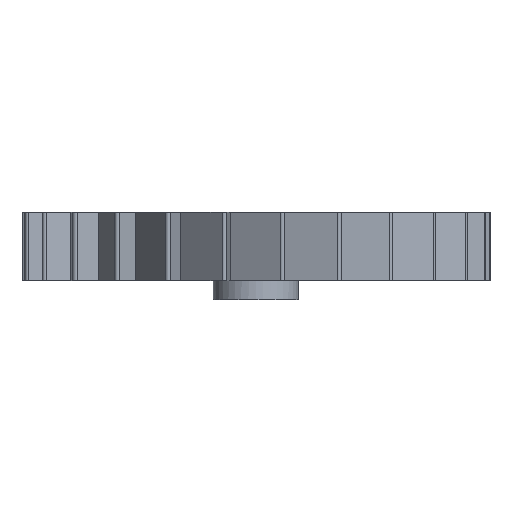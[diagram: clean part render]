
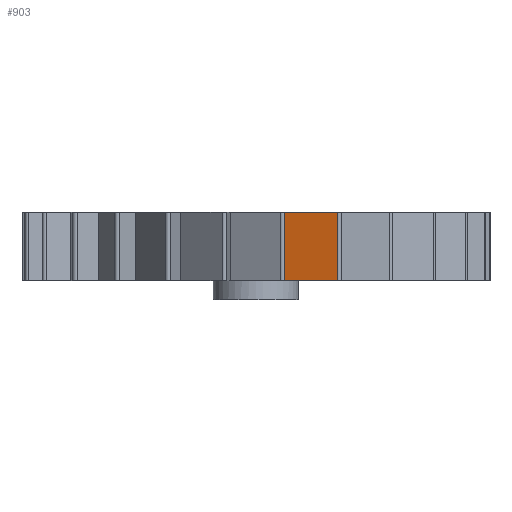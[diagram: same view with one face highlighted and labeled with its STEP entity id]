
A CAD part, front view. The second image highlights one B-rep face of the part: STEP entity #903.
In plain terms, the highlighted planar face has unit normal (-0.277, -0.961, 0).
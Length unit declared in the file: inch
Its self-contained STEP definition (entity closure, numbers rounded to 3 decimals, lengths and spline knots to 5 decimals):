
#2 = PLANE ( 'NONE',  #3560 ) ;
#6 = CARTESIAN_POINT ( 'NONE',  ( 0.094, -0.74408, 0.25 ) ) ;
#43 = CARTESIAN_POINT ( 'NONE',  ( 0.094, -0.74408, 0. ) ) ;
#83 = CARTESIAN_POINT ( 'NONE',  ( 0.094, -0.74408, 0.25 ) ) ;
#263 = VERTEX_POINT ( 'NONE', #83 ) ;
#291 = VERTEX_POINT ( 'NONE', #43 ) ;
#361 = VERTEX_POINT ( 'NONE', #562 ) ;
#362 = VERTEX_POINT ( 'NONE', #561 ) ;
#561 = CARTESIAN_POINT ( 'NONE',  ( 0.30084, -0.8036, 0.25 ) ) ;
#562 = CARTESIAN_POINT ( 'NONE',  ( 0.30084, -0.8036, 0. ) ) ;
#903 = ADVANCED_FACE ( 'NONE', ( #1342 ), #2, .F. ) ;
#1342 = FACE_OUTER_BOUND ( 'NONE', #4245, .T. ) ;
#2143 = CARTESIAN_POINT ( 'NONE',  ( 0.30084, -0.8036, 0.25 ) ) ;
#2173 = DIRECTION ( 'NONE',  ( 0., 0., -1. ) ) ;
#2745 = DIRECTION ( 'NONE',  ( 0.277, 0.961, 0. ) ) ;
#2749 = DIRECTION ( 'NONE',  ( -0.961, 0.277, 0. ) ) ;
#2907 = DIRECTION ( 'NONE',  ( -0.961, 0.277, 0. ) ) ;
#2908 = CARTESIAN_POINT ( 'NONE',  ( 0.094, -0.74408, 0. ) ) ;
#3145 = VECTOR ( 'NONE', #5363, 39.37008 ) ;
#3147 = VECTOR ( 'NONE', #5298, 39.37008 ) ;
#3152 = LINE ( 'NONE', #5364, #3145 ) ;
#3156 = LINE ( 'NONE', #5410, #3147 ) ;
#3349 = VECTOR ( 'NONE', #2907, 39.37008 ) ;
#3350 = LINE ( 'NONE', #2908, #3349 ) ;
#3462 = LINE ( 'NONE', #2143, #3466 ) ;
#3466 = VECTOR ( 'NONE', #2173, 39.37008 ) ;
#3560 = AXIS2_PLACEMENT_3D ( 'NONE', #6, #2745, #2749 ) ;
#3695 = EDGE_CURVE ( 'NONE', #362, #361, #3462, .T. ) ;
#3764 = EDGE_CURVE ( 'NONE', #361, #291, #3350, .T. ) ;
#3892 = EDGE_CURVE ( 'NONE', #263, #291, #3156, .T. ) ;
#3893 = EDGE_CURVE ( 'NONE', #362, #263, #3152, .T. ) ;
#4245 = EDGE_LOOP ( 'NONE', ( #4449, #4444, #4452, #4454 ) ) ;
#4444 = ORIENTED_EDGE ( 'NONE', *, *, #3892, .T. ) ;
#4449 = ORIENTED_EDGE ( 'NONE', *, *, #3893, .T. ) ;
#4452 = ORIENTED_EDGE ( 'NONE', *, *, #3764, .F. ) ;
#4454 = ORIENTED_EDGE ( 'NONE', *, *, #3695, .F. ) ;
#5298 = DIRECTION ( 'NONE',  ( 0., 0., -1. ) ) ;
#5363 = DIRECTION ( 'NONE',  ( -0.961, 0.277, 0. ) ) ;
#5364 = CARTESIAN_POINT ( 'NONE',  ( 0.30084, -0.8036, 0.25 ) ) ;
#5410 = CARTESIAN_POINT ( 'NONE',  ( 0.094, -0.74408, 0.25 ) ) ;
